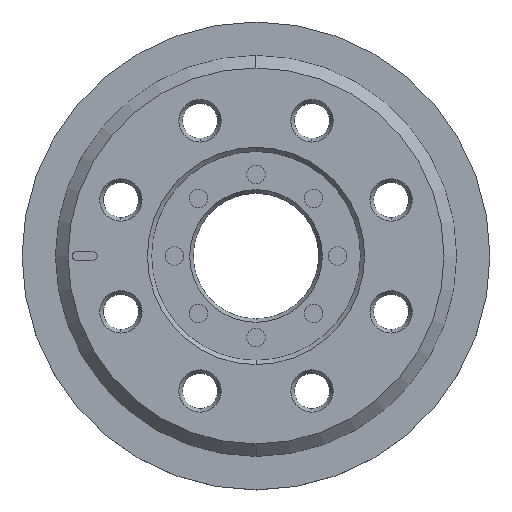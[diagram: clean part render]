
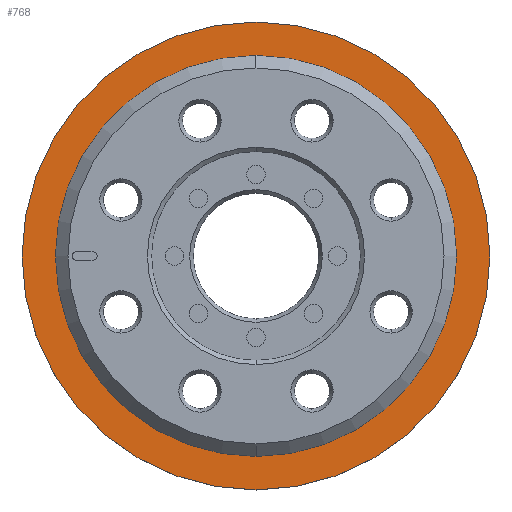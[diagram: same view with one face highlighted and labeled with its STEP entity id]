
A CAD part, top view. The second image highlights one B-rep face of the part: STEP entity #768.
In plain terms, the highlighted planar face has unit normal (0, 0, 1).
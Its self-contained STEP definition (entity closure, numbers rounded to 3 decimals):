
#13 = ORIENTED_EDGE ( 'NONE', *, *, #260, .T. ) ;
#24 = ORIENTED_EDGE ( 'NONE', *, *, #2208, .T. ) ;
#70 = AXIS2_PLACEMENT_3D ( 'NONE', #1622, #1446, #385 ) ;
#76 = VERTEX_POINT ( 'NONE', #1042 ) ;
#162 = AXIS2_PLACEMENT_3D ( 'NONE', #1447, #897, #339 ) ;
#254 = DIRECTION ( 'NONE',  ( 0., -1., 0. ) ) ;
#260 = EDGE_CURVE ( 'NONE', #388, #1311, #2293, .T. ) ;
#339 = DIRECTION ( 'NONE',  ( 0., -1., 0. ) ) ;
#385 = DIRECTION ( 'NONE',  ( 0., -1., 0. ) ) ;
#388 = VERTEX_POINT ( 'NONE', #784 ) ;
#412 = ORIENTED_EDGE ( 'NONE', *, *, #1950, .T. ) ;
#512 = EDGE_LOOP ( 'NONE', ( #13, #1009 ) ) ;
#541 = FACE_BOUND ( 'NONE', #512, .T. ) ;
#555 = FACE_OUTER_BOUND ( 'NONE', #2253, .T. ) ;
#622 = VERTEX_POINT ( 'NONE', #1393 ) ;
#650 = CIRCLE ( 'NONE', #1026, 28. ) ;
#675 = DIRECTION ( 'NONE',  ( 0., 0., 1. ) ) ;
#768 = ADVANCED_FACE ( 'NONE', ( #541, #555 ), #1262, .F. ) ;
#784 = CARTESIAN_POINT ( 'NONE',  ( 0., -24., 14.25 ) ) ;
#805 = AXIS2_PLACEMENT_3D ( 'NONE', #2288, #675, #1419 ) ;
#897 = DIRECTION ( 'NONE',  ( 0., 0., -1. ) ) ;
#958 = CARTESIAN_POINT ( 'NONE',  ( 0., 24., 14.25 ) ) ;
#1007 = CARTESIAN_POINT ( 'NONE',  ( 0., 0., 14.25 ) ) ;
#1009 = ORIENTED_EDGE ( 'NONE', *, *, #1537, .T. ) ;
#1026 = AXIS2_PLACEMENT_3D ( 'NONE', #1007, #1190, #254 ) ;
#1042 = CARTESIAN_POINT ( 'NONE',  ( 0., 28., 14.25 ) ) ;
#1084 = DIRECTION ( 'NONE',  ( 0., -1., 0. ) ) ;
#1190 = DIRECTION ( 'NONE',  ( 0., 0., 1. ) ) ;
#1262 = PLANE ( 'NONE',  #1268 ) ;
#1268 = AXIS2_PLACEMENT_3D ( 'NONE', #1462, #1971, #1084 ) ;
#1311 = VERTEX_POINT ( 'NONE', #958 ) ;
#1393 = CARTESIAN_POINT ( 'NONE',  ( 0., -28., 14.25 ) ) ;
#1419 = DIRECTION ( 'NONE',  ( 0., -1., 0. ) ) ;
#1446 = DIRECTION ( 'NONE',  ( 0., 0., -1. ) ) ;
#1447 = CARTESIAN_POINT ( 'NONE',  ( 0., 0., 14.25 ) ) ;
#1462 = CARTESIAN_POINT ( 'NONE',  ( 0., 0., 14.25 ) ) ;
#1537 = EDGE_CURVE ( 'NONE', #1311, #388, #1779, .T. ) ;
#1622 = CARTESIAN_POINT ( 'NONE',  ( 0., 0., 14.25 ) ) ;
#1779 = CIRCLE ( 'NONE', #162, 24. ) ;
#1896 = CIRCLE ( 'NONE', #805, 28. ) ;
#1950 = EDGE_CURVE ( 'NONE', #622, #76, #1896, .T. ) ;
#1971 = DIRECTION ( 'NONE',  ( 0., 0., -1. ) ) ;
#2208 = EDGE_CURVE ( 'NONE', #76, #622, #650, .T. ) ;
#2253 = EDGE_LOOP ( 'NONE', ( #412, #24 ) ) ;
#2288 = CARTESIAN_POINT ( 'NONE',  ( 0., 0., 14.25 ) ) ;
#2293 = CIRCLE ( 'NONE', #70, 24. ) ;
